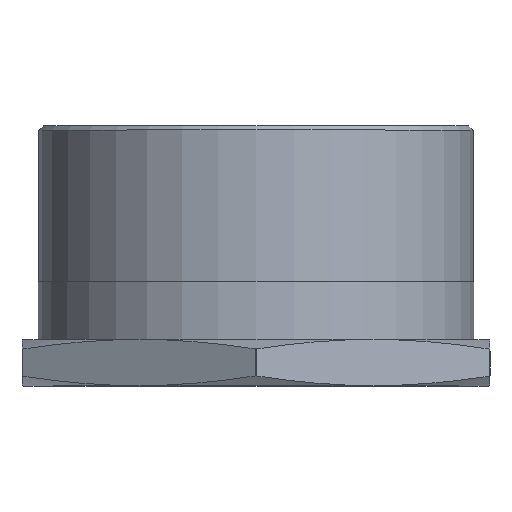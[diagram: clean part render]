
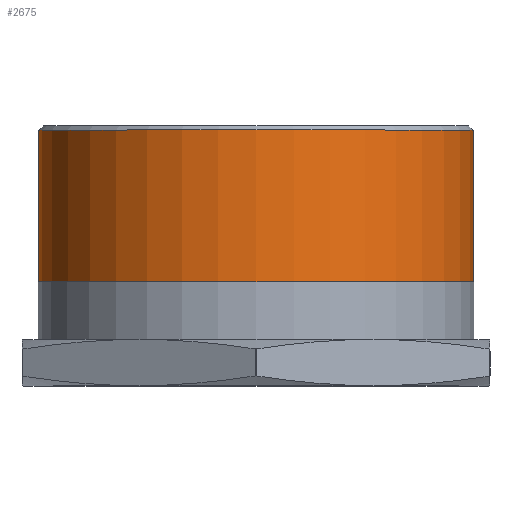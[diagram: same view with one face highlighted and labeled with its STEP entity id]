
A CAD part, top view. The second image highlights one B-rep face of the part: STEP entity #2675.
In plain terms, the highlighted cylindrical face has radius 37.592 mm (diameter 75.184 mm), a partial arc.
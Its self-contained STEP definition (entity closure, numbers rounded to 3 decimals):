
#387 = CARTESIAN_POINT ( 'NONE',  ( 37.592, 18., 0. ) ) ;
#444 = LINE ( 'NONE', #5064, #5404 ) ;
#1126 = CARTESIAN_POINT ( 'NONE',  ( 0., 8., 0. ) ) ;
#1454 = EDGE_CURVE ( 'NONE', #4895, #11553, #7939, .T. ) ;
#1808 = VERTEX_POINT ( 'NONE', #12231 ) ;
#2427 = CIRCLE ( 'NONE', #6138, 37.592 ) ;
#2675 = ADVANCED_FACE ( 'NONE', ( #10765 ), #10942, .T. ) ;
#3099 = DIRECTION ( 'NONE',  ( 1., 0., 0. ) ) ;
#3119 = AXIS2_PLACEMENT_3D ( 'NONE', #7782, #9887, #3099 ) ;
#3357 = DIRECTION ( 'NONE',  ( 0., 1., 0. ) ) ;
#3436 = EDGE_CURVE ( 'NONE', #4895, #8405, #8398, .T. ) ;
#3452 = EDGE_CURVE ( 'NONE', #11553, #1808, #444, .T. ) ;
#3584 = DIRECTION ( 'NONE',  ( 1., 0., 0. ) ) ;
#3989 = DIRECTION ( 'NONE',  ( 1., 0., 0. ) ) ;
#4895 = VERTEX_POINT ( 'NONE', #10174 ) ;
#5064 = CARTESIAN_POINT ( 'NONE',  ( 37.592, 8., 0. ) ) ;
#5404 = VECTOR ( 'NONE', #11982, 1000. ) ;
#5429 = ORIENTED_EDGE ( 'NONE', *, *, #1454, .T. ) ;
#6138 = AXIS2_PLACEMENT_3D ( 'NONE', #9705, #10829, #3989 ) ;
#6751 = AXIS2_PLACEMENT_3D ( 'NONE', #1126, #3357, #3584 ) ;
#7562 = ORIENTED_EDGE ( 'NONE', *, *, #13301, .F. ) ;
#7735 = ORIENTED_EDGE ( 'NONE', *, *, #3452, .T. ) ;
#7782 = CARTESIAN_POINT ( 'NONE',  ( 0., 18., 0. ) ) ;
#7939 = CIRCLE ( 'NONE', #3119, 37.592 ) ;
#8398 = LINE ( 'NONE', #9472, #8807 ) ;
#8405 = VERTEX_POINT ( 'NONE', #13884 ) ;
#8807 = VECTOR ( 'NONE', #9579, 1000. ) ;
#9472 = CARTESIAN_POINT ( 'NONE',  ( -37.592, 8., 0. ) ) ;
#9579 = DIRECTION ( 'NONE',  ( 0., 1., 0. ) ) ;
#9705 = CARTESIAN_POINT ( 'NONE',  ( 0., 44.252, 0. ) ) ;
#9887 = DIRECTION ( 'NONE',  ( 0., 1., 0. ) ) ;
#10174 = CARTESIAN_POINT ( 'NONE',  ( -37.592, 18., 0. ) ) ;
#10659 = EDGE_LOOP ( 'NONE', ( #13281, #5429, #7735, #7562 ) ) ;
#10765 = FACE_OUTER_BOUND ( 'NONE', #10659, .T. ) ;
#10829 = DIRECTION ( 'NONE',  ( 0., 1., 0. ) ) ;
#10942 = CYLINDRICAL_SURFACE ( 'NONE', #6751, 37.592 ) ;
#11553 = VERTEX_POINT ( 'NONE', #387 ) ;
#11982 = DIRECTION ( 'NONE',  ( 0., 1., 0. ) ) ;
#12231 = CARTESIAN_POINT ( 'NONE',  ( 37.592, 44.252, 0. ) ) ;
#13281 = ORIENTED_EDGE ( 'NONE', *, *, #3436, .F. ) ;
#13301 = EDGE_CURVE ( 'NONE', #8405, #1808, #2427, .T. ) ;
#13884 = CARTESIAN_POINT ( 'NONE',  ( -37.592, 44.252, 0. ) ) ;
